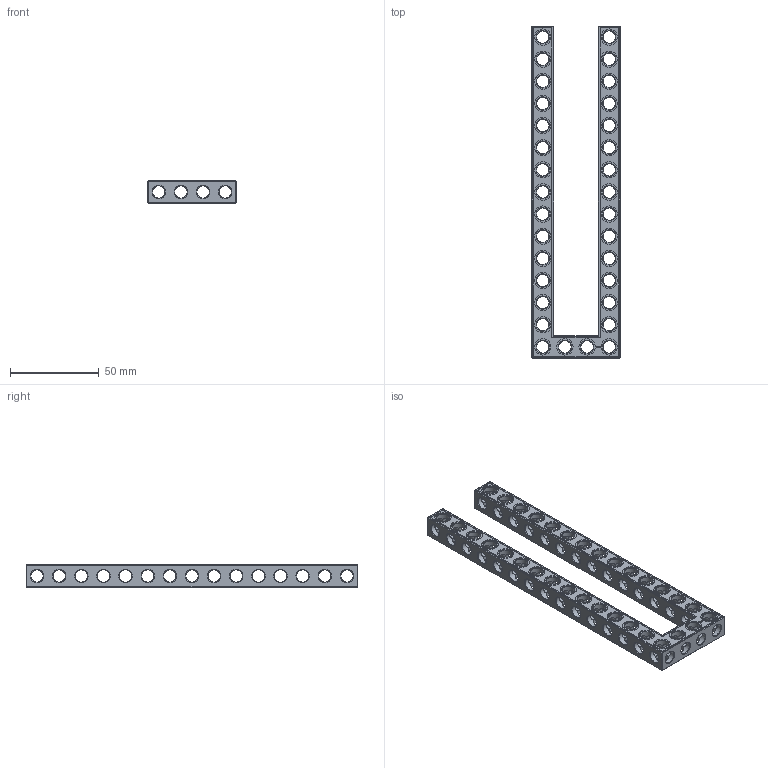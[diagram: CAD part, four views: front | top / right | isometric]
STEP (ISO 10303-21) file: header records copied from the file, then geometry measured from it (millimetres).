
FILE_DESCRIPTION(('FreeCAD Model'),'2;1');
FILE_NAME('Open CASCADE Shape Model','2022-02-23T00:52:27',( 'Paulo Kiefe'),('STEMFIE.org'),'Open CASCADE STEP processor 7.4', 'FreeCAD','Unknown');
FILE_SCHEMA(('AUTOMOTIVE_DESIGN { 1 0 10303 214 1 1 1 1 }'));
Products named in the file (1): Beam_AGD_ESS_USH_SYM_BU04x15x01_-_SPN-BEM-0333_(stemfie.org)
Bounding box: 50 x 187.5 x 12.5 mm (x, y, z)
Volume: 31278 mm3; surface area: 27953.7 mm2
Topology: 1 solids, 1 shells, 940 faces, 2825 edges, 1823 vertices
Faces by surface type: plane 411, extrusion 206, cylinder 193, cone 130
Full cylindrical faces by diameter (mm): 6.98 x32, 7 x129, 9.2 x32
Entity records: 207537 total; most frequent: CARTESIAN_POINT 155237, DIRECTION 8205, ORIENTED_EDGE 5650, PCURVE 5650, DEFINITIONAL_REPRESENTATION 5650, VECTOR 5455, LINE 5249, EDGE_CURVE 2825
